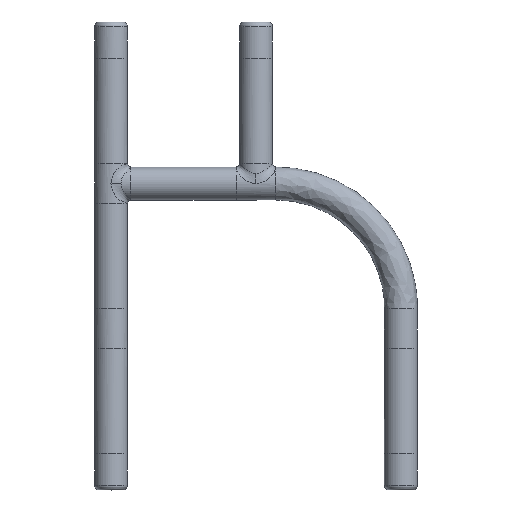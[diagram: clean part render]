
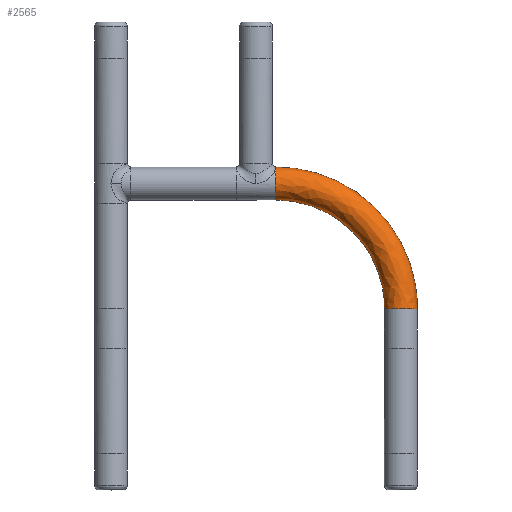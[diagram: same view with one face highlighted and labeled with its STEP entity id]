
A CAD part, top view. The second image highlights one B-rep face of the part: STEP entity #2565.
In plain terms, the highlighted free-form (B-spline) face has degree [2, 2] with [9, 9] control points.
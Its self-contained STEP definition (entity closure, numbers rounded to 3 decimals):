
#23=(
BOUNDED_SURFACE()
B_SPLINE_SURFACE(2,2,((#8894,#8895,#8896,#8897,#8898,#8899,#8900,#8901,
#8902),(#8903,#8904,#8905,#8906,#8907,#8908,#8909,#8910,#8911),(#8912,#8913,
#8914,#8915,#8916,#8917,#8918,#8919,#8920),(#8921,#8922,#8923,#8924,#8925,
#8926,#8927,#8928,#8929),(#8930,#8931,#8932,#8933,#8934,#8935,#8936,#8937,
#8938),(#8939,#8940,#8941,#8942,#8943,#8944,#8945,#8946,#8947),(#8948,#8949,
#8950,#8951,#8952,#8953,#8954,#8955,#8956),(#8957,#8958,#8959,#8960,#8961,
#8962,#8963,#8964,#8965),(#8966,#8967,#8968,#8969,#8970,#8971,#8972,#8973,
#8974)),.UNSPECIFIED.,.T.,.F.,.F.)
B_SPLINE_SURFACE_WITH_KNOTS((3,2,2,2,3),(3,2,2,2,3),(0.,148.911,
297.823,446.734,595.646),(0.,19.635,
39.27,58.905,78.54),.UNSPECIFIED.)
GEOMETRIC_REPRESENTATION_ITEM()
RATIONAL_B_SPLINE_SURFACE(((1.,0.707,1.,0.707,1.,
0.707,1.,0.707,1.),(0.707,0.5,0.707,
0.5,0.707,0.5,0.707,0.5,0.707),(1.,
0.707,1.,0.707,1.,0.707,1.,0.707,
1.),(0.707,0.5,0.707,0.5,0.707,0.5,
0.707,0.5,0.707),(1.,0.707,1.,0.707,
1.,0.707,1.,0.707,1.),(0.707,0.5,0.707,
0.5,0.707,0.5,0.707,0.5,0.707),(1.,
0.707,1.,0.707,1.,0.707,1.,0.707,
1.),(0.707,0.5,0.707,0.5,0.707,0.5,
0.707,0.5,0.707),(1.,0.707,1.,0.707,
1.,0.707,1.,0.707,1.)))
REPRESENTATION_ITEM('')
SURFACE()
);
#2565=ADVANCED_FACE('',(#2848),#23,.T.);
#2848=FACE_OUTER_BOUND('',#3139,.T.);
#3139=EDGE_LOOP('',(#3569,#3570,#3571,#3572));
#3569=ORIENTED_EDGE('',*,*,#5246,.T.);
#3570=ORIENTED_EDGE('',*,*,#4814,.T.);
#3571=ORIENTED_EDGE('',*,*,#5322,.T.);
#3572=ORIENTED_EDGE('',*,*,#4815,.F.);
#4814=EDGE_CURVE('',#6157,#6158,#5452,.T.);
#4815=EDGE_CURVE('',#6156,#6159,#5453,.T.);
#5246=EDGE_CURVE('',#6156,#6157,#5638,.T.);
#5322=EDGE_CURVE('',#6158,#6159,#5668,.T.);
#5452=(
BOUNDED_CURVE()
B_SPLINE_CURVE(2,(#16126,#16127,#16128),.UNSPECIFIED.,.F.,.F.)
B_SPLINE_CURVE_WITH_KNOTS((3,3),(0.,129.227),.UNSPECIFIED.)
CURVE()
GEOMETRIC_REPRESENTATION_ITEM()
RATIONAL_B_SPLINE_CURVE((1.,0.707,1.))
REPRESENTATION_ITEM('')
);
#5453=(
BOUNDED_CURVE()
B_SPLINE_CURVE(2,(#16129,#16130,#16131),.UNSPECIFIED.,.F.,.F.)
B_SPLINE_CURVE_WITH_KNOTS((3,3),(148.934,297.801),
 .UNSPECIFIED.)
CURVE()
GEOMETRIC_REPRESENTATION_ITEM()
RATIONAL_B_SPLINE_CURVE((1.,0.707,1.))
REPRESENTATION_ITEM('')
);
#5638=(
BOUNDED_CURVE()
B_SPLINE_CURVE(2,(#19834,#19835,#19836,#19837,#19838),.UNSPECIFIED.,.F.,
 .F.)
B_SPLINE_CURVE_WITH_KNOTS((3,2,3),(-50.,-25.,
0.),.UNSPECIFIED.)
CURVE()
GEOMETRIC_REPRESENTATION_ITEM()
RATIONAL_B_SPLINE_CURVE((1.,0.707,1.,0.707,1.))
REPRESENTATION_ITEM('')
);
#5668=(
BOUNDED_CURVE()
B_SPLINE_CURVE(2,(#20718,#20719,#20720,#20721,#20722),.UNSPECIFIED.,.F.,
 .F.)
B_SPLINE_CURVE_WITH_KNOTS((3,2,3),(-39.27,-19.635,
0.),.UNSPECIFIED.)
CURVE()
GEOMETRIC_REPRESENTATION_ITEM()
RATIONAL_B_SPLINE_CURVE((1.,0.707,1.,0.707,1.))
REPRESENTATION_ITEM('')
);
#6156=VERTEX_POINT('',#15372);
#6157=VERTEX_POINT('',#15373);
#6158=VERTEX_POINT('',#15374);
#6159=VERTEX_POINT('',#15375);
#8894=CARTESIAN_POINT('',(17.725,125.05,0.));
#8895=CARTESIAN_POINT('',(17.725,125.05,-12.5));
#8896=CARTESIAN_POINT('',(30.225,125.05,-12.5));
#8897=CARTESIAN_POINT('',(42.725,125.05,-12.5));
#8898=CARTESIAN_POINT('',(42.725,125.05,0.));
#8899=CARTESIAN_POINT('',(42.725,125.05,12.5));
#8900=CARTESIAN_POINT('',(30.225,125.05,12.5));
#8901=CARTESIAN_POINT('',(17.725,125.05,12.5));
#8902=CARTESIAN_POINT('',(17.725,125.05,0.));
#8903=CARTESIAN_POINT('',(17.725,232.35,0.));
#8904=CARTESIAN_POINT('',(17.725,232.35,-12.5));
#8905=CARTESIAN_POINT('',(30.225,219.85,-12.5));
#8906=CARTESIAN_POINT('',(42.725,207.35,-12.5));
#8907=CARTESIAN_POINT('',(42.725,207.35,0.));
#8908=CARTESIAN_POINT('',(42.725,207.35,12.5));
#8909=CARTESIAN_POINT('',(30.225,219.85,12.5));
#8910=CARTESIAN_POINT('',(17.725,232.35,12.5));
#8911=CARTESIAN_POINT('',(17.725,232.35,0.));
#8912=CARTESIAN_POINT('',(125.025,232.35,0.));
#8913=CARTESIAN_POINT('',(125.025,232.35,-12.5));
#8914=CARTESIAN_POINT('',(125.025,219.85,-12.5));
#8915=CARTESIAN_POINT('',(125.025,207.35,-12.5));
#8916=CARTESIAN_POINT('',(125.025,207.35,0.));
#8917=CARTESIAN_POINT('',(125.025,207.35,12.5));
#8918=CARTESIAN_POINT('',(125.025,219.85,12.5));
#8919=CARTESIAN_POINT('',(125.025,232.35,12.5));
#8920=CARTESIAN_POINT('',(125.025,232.35,0.));
#8921=CARTESIAN_POINT('',(232.325,232.35,0.));
#8922=CARTESIAN_POINT('',(232.325,232.35,-12.5));
#8923=CARTESIAN_POINT('',(219.825,219.85,-12.5));
#8924=CARTESIAN_POINT('',(207.325,207.35,-12.5));
#8925=CARTESIAN_POINT('',(207.325,207.35,0.));
#8926=CARTESIAN_POINT('',(207.325,207.35,12.5));
#8927=CARTESIAN_POINT('',(219.825,219.85,12.5));
#8928=CARTESIAN_POINT('',(232.325,232.35,12.5));
#8929=CARTESIAN_POINT('',(232.325,232.35,0.));
#8930=CARTESIAN_POINT('',(232.325,125.05,0.));
#8931=CARTESIAN_POINT('',(232.325,125.05,-12.5));
#8932=CARTESIAN_POINT('',(219.825,125.05,-12.5));
#8933=CARTESIAN_POINT('',(207.325,125.05,-12.5));
#8934=CARTESIAN_POINT('',(207.325,125.05,0.));
#8935=CARTESIAN_POINT('',(207.325,125.05,12.5));
#8936=CARTESIAN_POINT('',(219.825,125.05,12.5));
#8937=CARTESIAN_POINT('',(232.325,125.05,12.5));
#8938=CARTESIAN_POINT('',(232.325,125.05,0.));
#8939=CARTESIAN_POINT('',(232.325,17.75,0.));
#8940=CARTESIAN_POINT('',(232.325,17.75,-12.5));
#8941=CARTESIAN_POINT('',(219.825,30.25,-12.5));
#8942=CARTESIAN_POINT('',(207.325,42.75,-12.5));
#8943=CARTESIAN_POINT('',(207.325,42.75,0.));
#8944=CARTESIAN_POINT('',(207.325,42.75,12.5));
#8945=CARTESIAN_POINT('',(219.825,30.25,12.5));
#8946=CARTESIAN_POINT('',(232.325,17.75,12.5));
#8947=CARTESIAN_POINT('',(232.325,17.75,0.));
#8948=CARTESIAN_POINT('',(125.025,17.75,0.));
#8949=CARTESIAN_POINT('',(125.025,17.75,-12.5));
#8950=CARTESIAN_POINT('',(125.025,30.25,-12.5));
#8951=CARTESIAN_POINT('',(125.025,42.75,-12.5));
#8952=CARTESIAN_POINT('',(125.025,42.75,0.));
#8953=CARTESIAN_POINT('',(125.025,42.75,12.5));
#8954=CARTESIAN_POINT('',(125.025,30.25,12.5));
#8955=CARTESIAN_POINT('',(125.025,17.75,12.5));
#8956=CARTESIAN_POINT('',(125.025,17.75,0.));
#8957=CARTESIAN_POINT('',(17.725,17.75,0.));
#8958=CARTESIAN_POINT('',(17.725,17.75,-12.5));
#8959=CARTESIAN_POINT('',(30.225,30.25,-12.5));
#8960=CARTESIAN_POINT('',(42.725,42.75,-12.5));
#8961=CARTESIAN_POINT('',(42.725,42.75,0.));
#8962=CARTESIAN_POINT('',(42.725,42.75,12.5));
#8963=CARTESIAN_POINT('',(30.225,30.25,12.5));
#8964=CARTESIAN_POINT('',(17.725,17.75,12.5));
#8965=CARTESIAN_POINT('',(17.725,17.75,0.));
#8966=CARTESIAN_POINT('',(17.725,125.05,0.));
#8967=CARTESIAN_POINT('',(17.725,125.05,-12.5));
#8968=CARTESIAN_POINT('',(30.225,125.05,-12.5));
#8969=CARTESIAN_POINT('',(42.725,125.05,-12.5));
#8970=CARTESIAN_POINT('',(42.725,125.05,0.));
#8971=CARTESIAN_POINT('',(42.725,125.05,12.5));
#8972=CARTESIAN_POINT('',(30.225,125.05,12.5));
#8973=CARTESIAN_POINT('',(17.725,125.05,12.5));
#8974=CARTESIAN_POINT('',(17.725,125.05,0.));
#15372=CARTESIAN_POINT('',(124.95,232.316,0.));
#15373=CARTESIAN_POINT('',(124.975,207.324,0.));
#15374=CARTESIAN_POINT('',(207.325,125.,0.));
#15375=CARTESIAN_POINT('',(232.325,125.,0.));
#16126=CARTESIAN_POINT('',(124.975,207.324,0.));
#16127=CARTESIAN_POINT('',(207.287,207.312,0.));
#16128=CARTESIAN_POINT('',(207.325,125.,0.));
#16129=CARTESIAN_POINT('',(124.95,232.316,0.));
#16130=CARTESIAN_POINT('',(232.27,232.32,0.));
#16131=CARTESIAN_POINT('',(232.325,125.,0.));
#19834=CARTESIAN_POINT('',(124.95,232.316,0.));
#19835=CARTESIAN_POINT('',(124.95,232.316,12.5));
#19836=CARTESIAN_POINT('',(124.962,219.82,12.5));
#19837=CARTESIAN_POINT('',(124.975,207.324,12.5));
#19838=CARTESIAN_POINT('',(124.975,207.324,0.));
#20718=CARTESIAN_POINT('',(207.325,125.,0.));
#20719=CARTESIAN_POINT('',(207.325,125.,12.5));
#20720=CARTESIAN_POINT('',(219.825,125.,12.5));
#20721=CARTESIAN_POINT('',(232.325,125.,12.5));
#20722=CARTESIAN_POINT('',(232.325,125.,0.));
